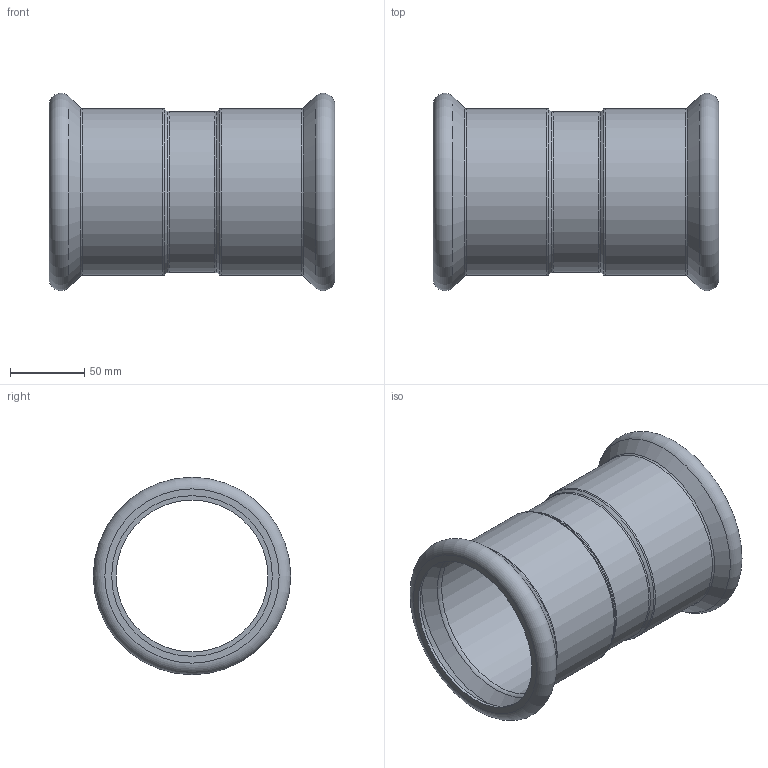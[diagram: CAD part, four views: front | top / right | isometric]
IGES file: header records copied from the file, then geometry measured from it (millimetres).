
Global section: file name: No Iges File Name specified; native system: Autodesk Inventor 2012; preprocessor: AutoDesk Inventor Iges Exporter R2012; author: aporro; date: 20130604.093522; units: millimetre
Bounding box: 192 x 132.69 x 132.69 mm (x, y, z)
Volume: 156176.2 mm3; surface area: 156544.9 mm2
Topology: 1 solids, 1 shells, 36 faces, 64 edges, 36 vertices
Faces by surface type: revolution 15, plane 8, torus 6, cone 4, cylinder 3
Full cylindrical faces by diameter (mm): 108 x1, 112 x2
